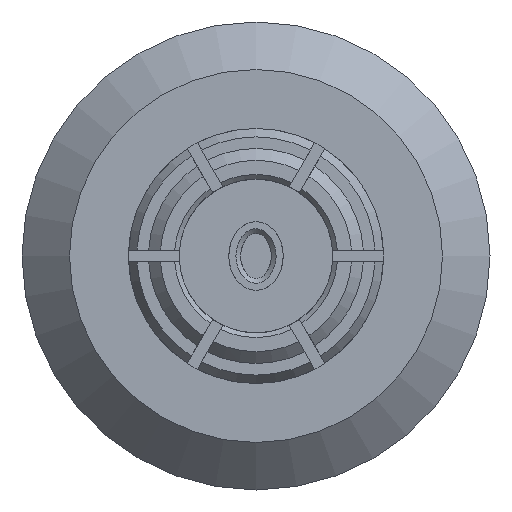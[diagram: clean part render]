
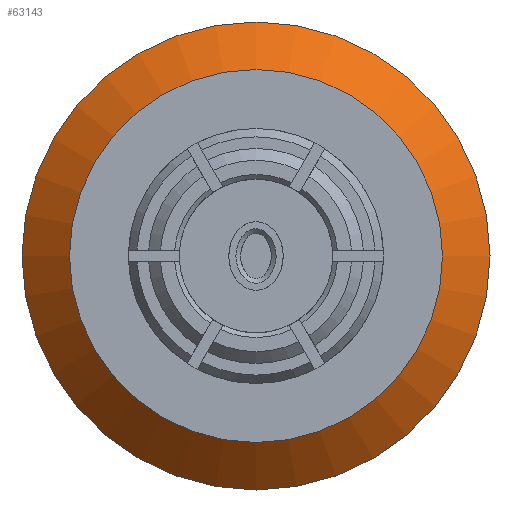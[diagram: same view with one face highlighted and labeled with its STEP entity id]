
A CAD part, left-side view. The second image highlights one B-rep face of the part: STEP entity #63143.
In plain terms, the highlighted conical face has half-angle 46.671 degrees and reference radius 2.515 mm.
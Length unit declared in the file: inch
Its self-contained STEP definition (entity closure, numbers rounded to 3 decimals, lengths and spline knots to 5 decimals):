
#2387 = EDGE_LOOP ( 'NONE', ( #55456 ) ) ;
#10156 = DIRECTION ( 'NONE',  ( 0., 1., 0. ) ) ;
#13466 = DIRECTION ( 'NONE',  ( 0., 1., 0. ) ) ;
#15467 = EDGE_CURVE ( 'NONE', #49520, #49520, #22861, .T. ) ;
#17213 = EDGE_LOOP ( 'NONE', ( #67322 ) ) ;
#20233 = FACE_OUTER_BOUND ( 'NONE', #17213, .T. ) ;
#20430 = AXIS2_PLACEMENT_3D ( 'NONE', #35873, #52573, #10156 ) ;
#22398 = CARTESIAN_POINT ( 'NONE',  ( 0.09809, 0.07893, 0. ) ) ;
#22861 = CIRCLE ( 'NONE', #25060, 0.07893 ) ;
#24839 = CONICAL_SURFACE ( 'NONE', #20430, 0.09903, 0.815 ) ;
#25060 = AXIS2_PLACEMENT_3D ( 'NONE', #33609, #34639, #13466 ) ;
#26516 = DIRECTION ( 'NONE',  ( 0., 1., 0. ) ) ;
#32736 = DIRECTION ( 'NONE',  ( 1., 0., 0. ) ) ;
#33012 = CIRCLE ( 'NONE', #36356, 0.09903 ) ;
#33609 = CARTESIAN_POINT ( 'NONE',  ( 0.09809, 0., 0. ) ) ;
#34639 = DIRECTION ( 'NONE',  ( 1., 0., 0. ) ) ;
#35873 = CARTESIAN_POINT ( 'NONE',  ( 0.11705, 0., 0. ) ) ;
#36356 = AXIS2_PLACEMENT_3D ( 'NONE', #53628, #32736, #26516 ) ;
#46402 = EDGE_CURVE ( 'NONE', #54415, #54415, #33012, .T. ) ;
#49520 = VERTEX_POINT ( 'NONE', #22398 ) ;
#52573 = DIRECTION ( 'NONE',  ( 1., 0., 0. ) ) ;
#53628 = CARTESIAN_POINT ( 'NONE',  ( 0.11705, 0., 0. ) ) ;
#54415 = VERTEX_POINT ( 'NONE', #55792 ) ;
#55456 = ORIENTED_EDGE ( 'NONE', *, *, #15467, .T. ) ;
#55792 = CARTESIAN_POINT ( 'NONE',  ( 0.11705, 0.09903, 0. ) ) ;
#63143 = ADVANCED_FACE ( 'NONE', ( #63422, #20233 ), #24839, .T. ) ;
#63422 = FACE_BOUND ( 'NONE', #2387, .T. ) ;
#67322 = ORIENTED_EDGE ( 'NONE', *, *, #46402, .F. ) ;
